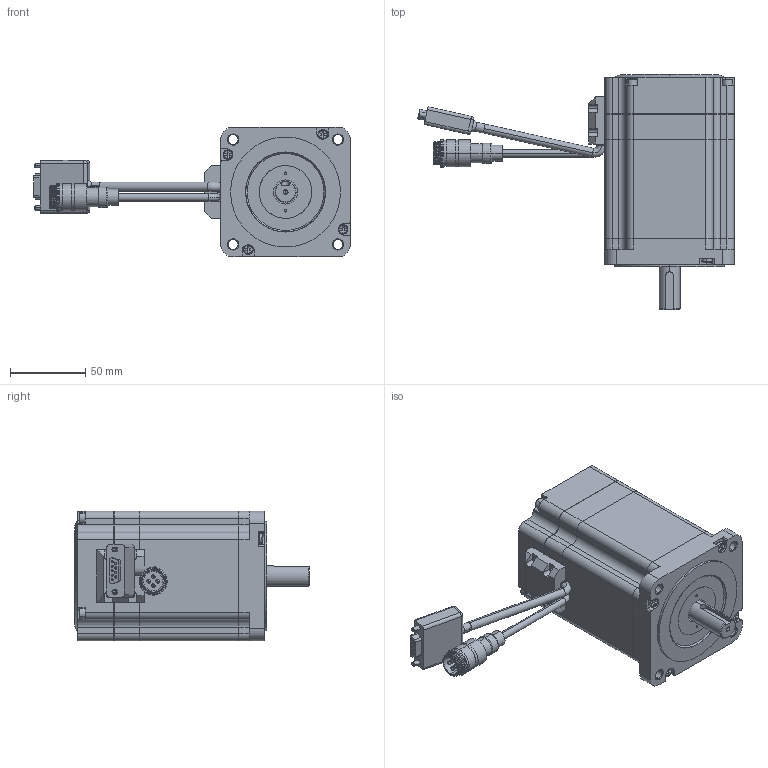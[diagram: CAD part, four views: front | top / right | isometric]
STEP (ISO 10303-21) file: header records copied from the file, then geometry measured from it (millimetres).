
FILE_DESCRIPTION (( 'STEP AP214' ), '1' );
FILE_NAME ('86HS3120-05.STEP', '2022-02-17T05:58:35', ( '' ), ( '' ), 'SwSTEP 2.0', 'SolidWorks 2020', '' );
FILE_SCHEMA (( 'AUTOMOTIVE_DESIGN' ));
Length unit declared in the file: millimetre
Products named in the file (12): hexagon socket head cap screws gb_M4蹟佪; 86ヶ傷裔; 25.6x16邧揤盄裔; DBͷ; 86綴傷裔; 86H280A37瑩羞; 晤鎢ん綴欶; M4x70; 86HS3120-05; 86隅赽82; 前置调整螺纹圈35x16; 瑤脣01
Assembly tree (17 placements, depth 2):
  86HS3120-05
    86隅赽82
    86ヶ傷裔
    86綴傷裔
    86H280A37瑩羞
    M4x70  x4
    晤鎢ん綴欶
    25.6x16邧揤盄裔
    瑤脣01
    DBͷ
    前置调整螺纹圈35x16
    hexagon socket head cap screws gb_M4蹟佪  x4
Bounding box: 210.23 x 156 x 86 mm (x, y, z)
Volume: 769939.3 mm3; surface area: 133923.2 mm2
Topology: 17 solids, 17 shells, 783 faces, 1936 edges, 1223 vertices
Faces by surface type: plane 327, cylinder 323, cone 54, bspline 46, torus 29, sphere 4
Entity records: 24939 total; most frequent: CARTESIAN_POINT 5263, DIRECTION 3284, ORIENTED_EDGE 3000, EDGE_CURVE 1500, AXIS2_PLACEMENT_3D 1256, VERTEX_POINT 959, VECTOR 772, LINE 772
